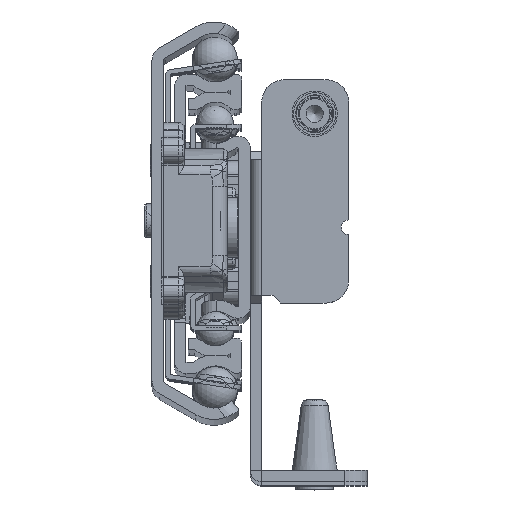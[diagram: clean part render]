
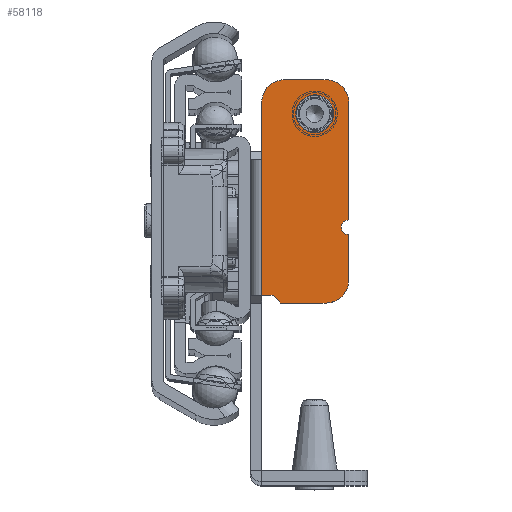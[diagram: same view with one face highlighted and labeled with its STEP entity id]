
A CAD part, top view. The second image highlights one B-rep face of the part: STEP entity #58118.
In plain terms, the highlighted planar face has unit normal (0, 0, 1).
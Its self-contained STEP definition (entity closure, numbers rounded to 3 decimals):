
#2936=FACE_BOUND('',#8547,.T.);
#3118=PLANE('',#61622);
#5466=FACE_OUTER_BOUND('',#8546,.T.);
#8546=EDGE_LOOP('',(#38361,#38362,#38363,#38364,#38365,#38366,#38367,#38368,
#38369,#38370,#38371,#38372));
#8547=EDGE_LOOP('',(#38373));
#11671=LINE('',#83256,#15868);
#11680=LINE('',#83281,#15877);
#11683=LINE('',#83286,#15880);
#11685=LINE('',#83290,#15882);
#11686=LINE('',#83295,#15883);
#11687=LINE('',#83299,#15884);
#11688=LINE('',#83300,#15885);
#11689=LINE('',#83303,#15886);
#15868=VECTOR('',#67705,10.);
#15877=VECTOR('',#67724,10.);
#15880=VECTOR('',#67729,10.);
#15882=VECTOR('',#67733,10.);
#15883=VECTOR('',#67738,10.);
#15884=VECTOR('',#67741,10.);
#15885=VECTOR('',#67742,10.);
#15886=VECTOR('',#67745,10.);
#20181=CIRCLE('',#61610,2.05);
#20182=CIRCLE('',#61612,1.);
#20187=CIRCLE('',#61623,3.);
#20188=CIRCLE('',#61624,3.);
#20189=CIRCLE('',#61625,3.);
#22625=VERTEX_POINT('',#83239);
#22626=VERTEX_POINT('',#83243);
#22627=VERTEX_POINT('',#83244);
#22631=VERTEX_POINT('',#83254);
#22641=VERTEX_POINT('',#83278);
#22642=VERTEX_POINT('',#83280);
#22643=VERTEX_POINT('',#83284);
#22644=VERTEX_POINT('',#83288);
#22645=VERTEX_POINT('',#83292);
#22646=VERTEX_POINT('',#83294);
#22647=VERTEX_POINT('',#83296);
#22648=VERTEX_POINT('',#83298);
#22649=VERTEX_POINT('',#83301);
#28750=EDGE_CURVE('',#22625,#22625,#20181,.T.);
#28751=EDGE_CURVE('',#22626,#22627,#20182,.T.);
#28757=EDGE_CURVE('',#22631,#22626,#11671,.T.);
#28769=EDGE_CURVE('',#22641,#22642,#11680,.T.);
#28772=EDGE_CURVE('',#22643,#22641,#11683,.T.);
#28774=EDGE_CURVE('',#22644,#22643,#11685,.T.);
#28775=EDGE_CURVE('',#22631,#22645,#20187,.T.);
#28776=EDGE_CURVE('',#22646,#22645,#11686,.T.);
#28777=EDGE_CURVE('',#22646,#22647,#20188,.T.);
#28778=EDGE_CURVE('',#22648,#22647,#11687,.T.);
#28779=EDGE_CURVE('',#22642,#22648,#11688,.T.);
#28780=EDGE_CURVE('',#22644,#22649,#20189,.T.);
#28781=EDGE_CURVE('',#22627,#22649,#11689,.T.);
#38361=ORIENTED_EDGE('',*,*,#28751,.F.);
#38362=ORIENTED_EDGE('',*,*,#28757,.F.);
#38363=ORIENTED_EDGE('',*,*,#28775,.T.);
#38364=ORIENTED_EDGE('',*,*,#28776,.F.);
#38365=ORIENTED_EDGE('',*,*,#28777,.T.);
#38366=ORIENTED_EDGE('',*,*,#28778,.F.);
#38367=ORIENTED_EDGE('',*,*,#28779,.F.);
#38368=ORIENTED_EDGE('',*,*,#28769,.F.);
#38369=ORIENTED_EDGE('',*,*,#28772,.F.);
#38370=ORIENTED_EDGE('',*,*,#28774,.F.);
#38371=ORIENTED_EDGE('',*,*,#28780,.T.);
#38372=ORIENTED_EDGE('',*,*,#28781,.F.);
#38373=ORIENTED_EDGE('',*,*,#28750,.F.);
#58118=ADVANCED_FACE('',(#5466,#2936),#3118,.T.);
#61610=AXIS2_PLACEMENT_3D('',#83241,#67691,#67692);
#61612=AXIS2_PLACEMENT_3D('',#83245,#67695,#67696);
#61622=AXIS2_PLACEMENT_3D('',#83291,#67734,#67735);
#61623=AXIS2_PLACEMENT_3D('',#83293,#67736,#67737);
#61624=AXIS2_PLACEMENT_3D('',#83297,#67739,#67740);
#61625=AXIS2_PLACEMENT_3D('',#83302,#67743,#67744);
#67691=DIRECTION('center_axis',(0.,0.,
1.));
#67692=DIRECTION('ref_axis',(-1.,0.,0.));
#67695=DIRECTION('center_axis',(0.,0.,
1.));
#67696=DIRECTION('ref_axis',(0.,-1.,0.));
#67705=DIRECTION('',(0.,-1.,0.));
#67724=DIRECTION('',(-1.,0.,0.));
#67729=DIRECTION('',(-0.707,0.707,0.));
#67733=DIRECTION('',(-1.,0.,0.));
#67734=DIRECTION('center_axis',(0.,0.,
1.));
#67735=DIRECTION('ref_axis',(1.,0.,0.));
#67736=DIRECTION('center_axis',(0.,0.,
1.));
#67737=DIRECTION('ref_axis',(0.707,0.707,0.));
#67738=DIRECTION('',(1.,0.,0.));
#67739=DIRECTION('center_axis',(0.,0.,
1.));
#67740=DIRECTION('ref_axis',(-0.707,0.707,0.));
#67741=DIRECTION('',(0.,1.,0.));
#67742=DIRECTION('',(0.,1.,0.));
#67743=DIRECTION('center_axis',(0.,0.,
1.));
#67744=DIRECTION('ref_axis',(0.707,-0.707,0.));
#67745=DIRECTION('',(0.,-1.,0.));
#83239=CARTESIAN_POINT('',(15.35,15.,-275.5));
#83241=CARTESIAN_POINT('Origin',(13.3,15.,-275.5));
#83243=CARTESIAN_POINT('',(17.8,1.,-275.5));
#83244=CARTESIAN_POINT('',(17.8,-1.,-275.5));
#83245=CARTESIAN_POINT('Origin',(17.8,0.,-275.5));
#83254=CARTESIAN_POINT('',(17.8,16.5,-275.5));
#83256=CARTESIAN_POINT('',(17.8,19.5,-275.5));
#83278=CARTESIAN_POINT('',(7.8,-9.,-275.5));
#83280=CARTESIAN_POINT('',(6.3,-9.,-275.5));
#83281=CARTESIAN_POINT('',(8.916,-9.,-275.5));
#83284=CARTESIAN_POINT('',(8.8,-10.,-275.5));
#83286=CARTESIAN_POINT('',(6.483,-7.683,-275.5));
#83288=CARTESIAN_POINT('',(14.8,-10.,-275.5));
#83290=CARTESIAN_POINT('',(17.8,-10.,-275.5));
#83291=CARTESIAN_POINT('Origin',(11.532,0.,
-275.5));
#83292=CARTESIAN_POINT('',(14.8,19.5,-275.5));
#83293=CARTESIAN_POINT('Origin',(14.8,16.5,-275.5));
#83294=CARTESIAN_POINT('',(9.3,19.5,-275.5));
#83295=CARTESIAN_POINT('',(6.3,19.5,-275.5));
#83296=CARTESIAN_POINT('',(6.3,16.5,-275.5));
#83297=CARTESIAN_POINT('Origin',(9.3,16.5,-275.5));
#83298=CARTESIAN_POINT('',(6.3,9.,-275.5));
#83299=CARTESIAN_POINT('',(6.3,9.,-275.5));
#83300=CARTESIAN_POINT('',(6.3,0.,-275.5));
#83301=CARTESIAN_POINT('',(17.8,-7.,-275.5));
#83302=CARTESIAN_POINT('Origin',(14.8,-7.,-275.5));
#83303=CARTESIAN_POINT('',(17.8,19.5,-275.5));
